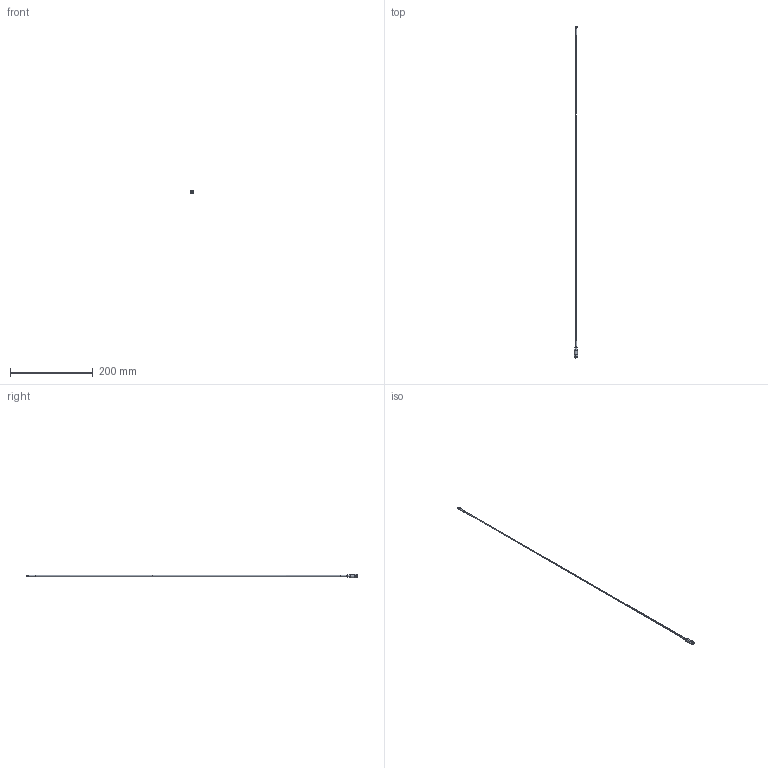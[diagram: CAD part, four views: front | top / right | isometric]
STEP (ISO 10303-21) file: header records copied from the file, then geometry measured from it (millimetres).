
FILE_DESCRIPTION (( 'STEP AP203' ), '1' );
FILE_NAME ('INGUN_SE-MF86-50MMPXMW080PC35MG.STEP', '2022-05-09T12:27:33', ( 'ochi' ), ( '' ), 'SwSTEP 2.0', 'SolidWorks 2018', '' );
FILE_SCHEMA (( 'CONFIG_CONTROL_DESIGN' ));
Length unit declared in the file: millimetre
Products named in the file (1): INGUN_SE-MF86-50MMPXMW080PC35MG
Bounding box: 8.45 x 800 x 9.24 mm (x, y, z)
Volume: 5547.1 mm3; surface area: 7505.1 mm2
Topology: 1 solids, 1 shells, 195 faces, 499 edges, 322 vertices
Faces by surface type: plane 89, cylinder 56, bspline 22, torus 18, cone 10
Entity records: 6476 total; most frequent: CARTESIAN_POINT 1773, ORIENTED_EDGE 998, DIRECTION 929, EDGE_CURVE 499, AXIS2_PLACEMENT_3D 366, VERTEX_POINT 322, EDGE_LOOP 211, LINE 197
